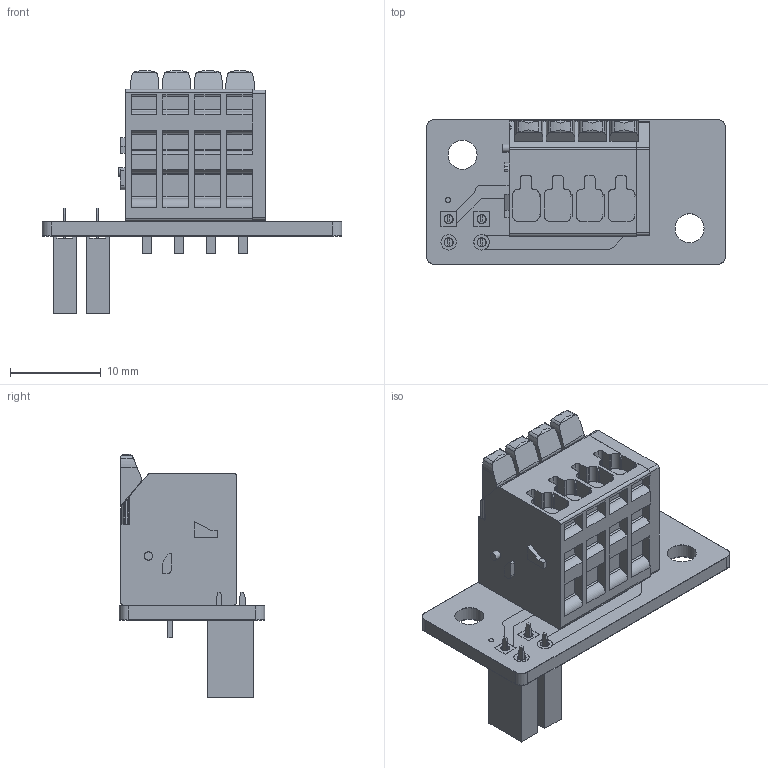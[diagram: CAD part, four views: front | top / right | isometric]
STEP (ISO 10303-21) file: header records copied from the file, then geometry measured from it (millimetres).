
FILE_DESCRIPTION(('KiCad electronic assembly'),'2;1');
FILE_NAME('pcb-bulkplate-passthrough_twoHole.step','2025-09-13T20:31:32' ,('Pcbnew'),('Kicad'),'Open CASCADE STEP processor 7.8', 'KiCad to STEP converter','Unknown');
FILE_SCHEMA(('AUTOMOTIVE_DESIGN { 1 0 10303 214 1 1 1 1 }'));
Length unit declared in the file: millimetre
Products named in the file (7): pcb-bulkplate-passthrough_twoHole 1; 2601-3104; PinSocket_1x02_P2.54mm_Vertical; pcb-bulkplate-passthrough_copper; pcb-bulkplate-passthrough_silkscreen; pcb-bulkplate-passthrough_soldermask; pcb-bulkplate-passthrough_PCB
Assembly tree (7 placements, depth 2):
  pcb-bulkplate-passthrough_twoHole 1
    2601-3104
    PinSocket_1x02_P2.54mm_Vertical  x2
    pcb-bulkplate-passthrough_copper
    pcb-bulkplate-passthrough_silkscreen
    pcb-bulkplate-passthrough_soldermask
    pcb-bulkplate-passthrough_PCB
Bounding box: 32.99 x 16 x 26.77 mm (x, y, z)
Volume: 3517.4 mm3; surface area: 5297.5 mm2
Topology: 8 solids, 18 shells, 887 faces, 2461 edges, 1670 vertices
Faces by surface type: plane 578, cylinder 309
Full cylindrical faces by diameter (mm): 0.9 x1, 0.95 x4, 1 x8, 1.15 x8, 1.2 x16, 1.7 x4, 1.9 x16, 3.2 x2
Entity records: 31519 total; most frequent: CARTESIAN_POINT 4800, DIRECTION 4587, ORIENTED_EDGE 4488, EDGE_CURVE 2301, LINE 1613, VECTOR 1613, VERTEX_POINT 1566, AXIS2_PLACEMENT_3D 1487
